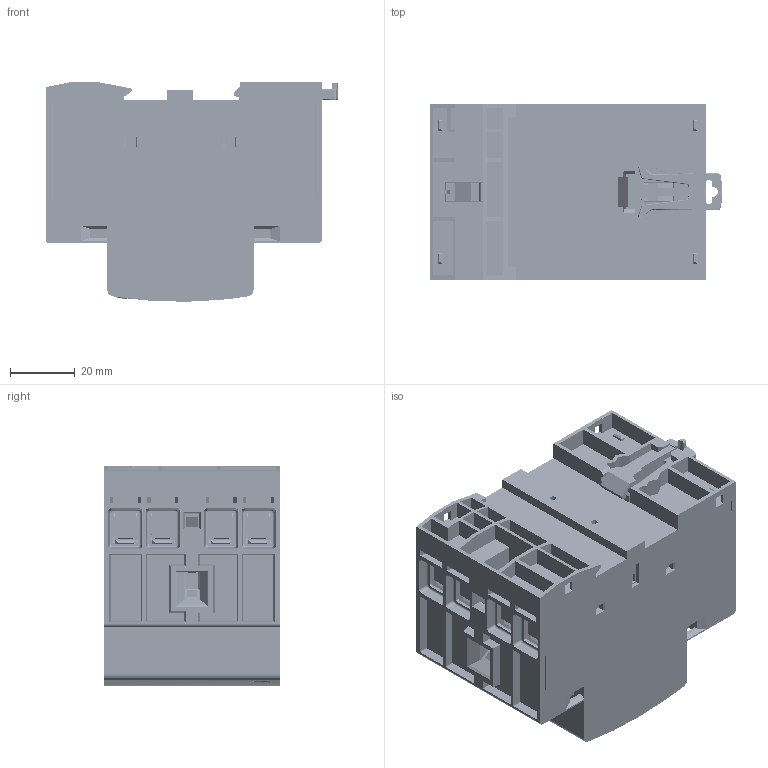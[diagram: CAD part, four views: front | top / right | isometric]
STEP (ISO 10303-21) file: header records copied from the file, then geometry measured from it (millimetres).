
FILE_DESCRIPTION(('STEP AP203'), '1');
FILE_NAME('63(2ñòï)', '', ('UNSPECIFIED'), ('UNSPECIFIED'), 'C3D Converter', 'C3D Toolkit', '');
FILE_SCHEMA(('CONFIG_CONTROL_DESIGN'));
Length unit declared in the file: millimetre
Products named in the file (1): KM1 4П 40-63А
Bounding box: 90.13 x 54 x 67.59 mm (x, y, z)
Volume: 142018.8 mm3; surface area: 113454.2 mm2
Topology: 1 solids, 10 shells, 5734 faces, 15713 edges, 10035 vertices
Faces by surface type: plane 3986, cylinder 908, bspline 523, cone 184, torus 133
Full cylindrical faces by diameter (mm): 2 x2, 2.7 x8, 3 x8, 3.5 x12, 4.5 x2, 5 x8, 5.5 x2, 6.2 x8, 6.4 x8
Entity records: 336943 total; most frequent: CARTESIAN_POINT 152973, ORIENTED_EDGE 31174, DIRECTION 24489, EDGE_CURVE 15587, LINE 10877, VECTOR 10877, VERTEX_POINT 10014, AXIS2_PLACEMENT_3D 6806
